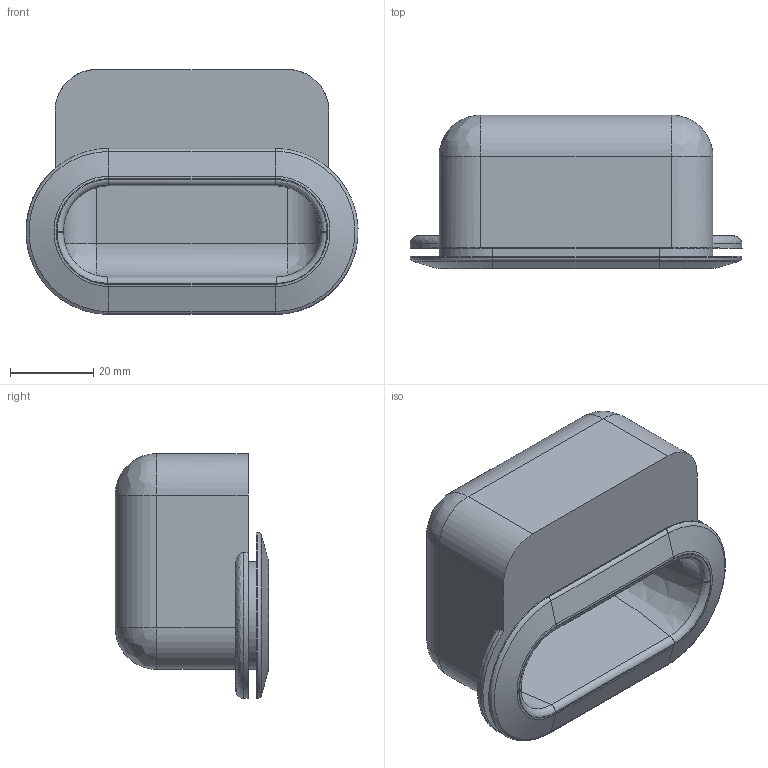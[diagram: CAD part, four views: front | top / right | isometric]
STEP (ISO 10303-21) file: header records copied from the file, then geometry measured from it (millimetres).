
FILE_DESCRIPTION((''),'2;1');
FILE_NAME('','2006-10-08T14:58:34',(''),(''),'','CADfix','');
FILE_SCHEMA(('AUTOMOTIVE_DESIGN'));
Length unit declared in the file: millimetre
Products named in the file (1): pull
Bounding box: 79.98 x 37 x 59 mm (x, y, z)
Volume: 28982.9 mm3; surface area: 26749.6 mm2
Topology: 1 solids, 1 shells, 82 faces, 183 edges, 106 vertices
Faces by surface type: bspline 82
Entity records: 2884 total; most frequent: CARTESIAN_POINT 1827, ORIENTED_EDGE 366, EDGE_CURVE 183, VERTEX_POINT 106, QUASI_UNIFORM_CURVE 91, EDGE_LOOP 85, FACE_OUTER_BOUND 82, ADVANCED_FACE 82
